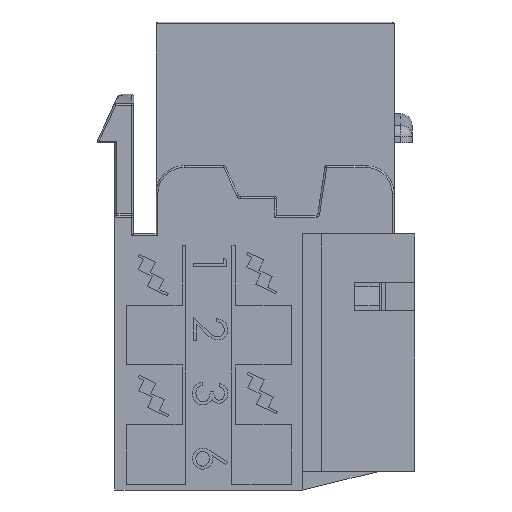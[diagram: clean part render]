
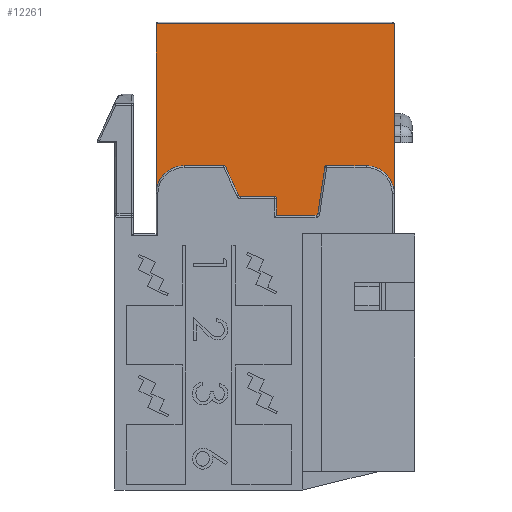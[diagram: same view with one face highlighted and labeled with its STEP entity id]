
A CAD part, left-side view. The second image highlights one B-rep face of the part: STEP entity #12261.
In plain terms, the highlighted planar face has unit normal (-1, 0, 0).
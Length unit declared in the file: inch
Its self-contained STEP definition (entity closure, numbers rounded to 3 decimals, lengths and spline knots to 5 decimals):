
#8250 = LINE ( 'NONE', #17111, #8256 ) ;
#8256 = VECTOR ( 'NONE', #17113, 39.37008 ) ;
#8357 = CIRCLE ( 'NONE', #24445, 0.075 ) ;
#8404 = LINE ( 'NONE', #17206, #8408 ) ;
#8406 = LINE ( 'NONE', #17214, #8411 ) ;
#8408 = VECTOR ( 'NONE', #17207, 39.37008 ) ;
#8409 = LINE ( 'NONE', #17218, #8417 ) ;
#8411 = VECTOR ( 'NONE', #17216, 39.37008 ) ;
#8413 = CIRCLE ( 'NONE', #24448, 0.005 ) ;
#8415 = CIRCLE ( 'NONE', #24450, 0.005 ) ;
#8417 = VECTOR ( 'NONE', #17215, 39.37008 ) ;
#8419 = LINE ( 'NONE', #17222, #8423 ) ;
#8421 = CIRCLE ( 'NONE', #24452, 0.005 ) ;
#8423 = VECTOR ( 'NONE', #17217, 39.37008 ) ;
#8424 = LINE ( 'NONE', #17227, #8428 ) ;
#8426 = LINE ( 'NONE', #17233, #8438 ) ;
#8428 = VECTOR ( 'NONE', #17223, 39.37008 ) ;
#8430 = LINE ( 'NONE', #17232, #8434 ) ;
#8432 = CIRCLE ( 'NONE', #24454, 0.005 ) ;
#8434 = VECTOR ( 'NONE', #17228, 39.37008 ) ;
#8436 = CIRCLE ( 'NONE', #24456, 0.005 ) ;
#8438 = VECTOR ( 'NONE', #17238, 39.37008 ) ;
#8439 = LINE ( 'NONE', #17239, #8443 ) ;
#8441 = CIRCLE ( 'NONE', #24458, 0.075 ) ;
#8443 = VECTOR ( 'NONE', #17237, 39.37008 ) ;
#8445 = LINE ( 'NONE', #17244, #8449 ) ;
#8449 = VECTOR ( 'NONE', #17240, 39.37008 ) ;
#8589 = EDGE_CURVE ( 'NONE', #10056, #10065, #8250, .T. ) ;
#8688 = EDGE_CURVE ( 'NONE', #10065, #25895, #8404, .T. ) ;
#8690 = EDGE_CURVE ( 'NONE', #25909, #25895, #8406, .T. ) ;
#8692 = EDGE_CURVE ( 'NONE', #23250, #25909, #8357, .T. ) ;
#8694 = EDGE_CURVE ( 'NONE', #23256, #23250, #8409, .T. ) ;
#8696 = EDGE_CURVE ( 'NONE', #23256, #21389, #8413, .T. ) ;
#8698 = EDGE_CURVE ( 'NONE', #25910, #21389, #8419, .T. ) ;
#8700 = EDGE_CURVE ( 'NONE', #25910, #21391, #8415, .T. ) ;
#8703 = EDGE_CURVE ( 'NONE', #21388, #21391, #8424, .T. ) ;
#8705 = EDGE_CURVE ( 'NONE', #21388, #21393, #8421, .T. ) ;
#8707 = EDGE_CURVE ( 'NONE', #21390, #21393, #8430, .T. ) ;
#8709 = EDGE_CURVE ( 'NONE', #25911, #21390, #8426, .T. ) ;
#8711 = EDGE_CURVE ( 'NONE', #25911, #21396, #8432, .T. ) ;
#8713 = EDGE_CURVE ( 'NONE', #23261, #21396, #8439, .T. ) ;
#8715 = EDGE_CURVE ( 'NONE', #23261, #21398, #8436, .T. ) ;
#8718 = EDGE_CURVE ( 'NONE', #21395, #21398, #8445, .T. ) ;
#8720 = EDGE_CURVE ( 'NONE', #10056, #21395, #8441, .T. ) ;
#9583 = FACE_OUTER_BOUND ( 'NONE', #17487, .T. ) ;
#10056 = VERTEX_POINT ( 'NONE', #29856 ) ;
#10065 = VERTEX_POINT ( 'NONE', #29874 ) ;
#12261 = ADVANCED_FACE ( 'NONE', ( #9583 ), #13698, .T. ) ;
#13691 = CARTESIAN_POINT ( 'NONE',  ( -0.288, 0.319, -0.554 ) ) ;
#13698 = PLANE ( 'NONE',  #27570 ) ;
#13700 = DIRECTION ( 'NONE',  ( -1., 0., 0. ) ) ;
#13701 = DIRECTION ( 'NONE',  ( 0., 0., 1. ) ) ;
#15107 = CARTESIAN_POINT ( 'NONE',  ( -0.288, 0.319, -0.005 ) ) ;
#15120 = CARTESIAN_POINT ( 'NONE',  ( -0.288, 0.319, -0.46 ) ) ;
#15121 = CARTESIAN_POINT ( 'NONE',  ( -0.288, 0.09734, -0.46508 ) ) ;
#15122 = CARTESIAN_POINT ( 'NONE',  ( -0.288, -0.1097, -0.518 ) ) ;
#17111 = CARTESIAN_POINT ( 'NONE',  ( -0.288, -0.319, -0.554 ) ) ;
#17113 = DIRECTION ( 'NONE',  ( 0., 0., 1. ) ) ;
#17206 = CARTESIAN_POINT ( 'NONE',  ( -0.288, 0.319, -0.005 ) ) ;
#17207 = DIRECTION ( 'NONE',  ( 0., 1., 0. ) ) ;
#17214 = CARTESIAN_POINT ( 'NONE',  ( -0.288, 0.319, -0.554 ) ) ;
#17215 = DIRECTION ( 'NONE',  ( 0., 1., 0. ) ) ;
#17216 = DIRECTION ( 'NONE',  ( 0., 0., 1. ) ) ;
#17217 = DIRECTION ( 'NONE',  ( 0., 0.416, 0.909 ) ) ;
#17218 = CARTESIAN_POINT ( 'NONE',  ( -0.288, 0.244, -0.385 ) ) ;
#17219 = CARTESIAN_POINT ( 'NONE',  ( -0.288, 0.244, -0.46 ) ) ;
#17220 = DIRECTION ( 'NONE',  ( -1., 0., 0. ) ) ;
#17221 = DIRECTION ( 'NONE',  ( 0., 0., 1. ) ) ;
#17222 = CARTESIAN_POINT ( 'NONE',  ( -0.288, 0.096, -0.468 ) ) ;
#17223 = DIRECTION ( 'NONE',  ( 0., 1., 0. ) ) ;
#17224 = CARTESIAN_POINT ( 'NONE',  ( -0.288, 0.13721, -0.39 ) ) ;
#17225 = DIRECTION ( 'NONE',  ( 1., 0., 0. ) ) ;
#17226 = DIRECTION ( 'NONE',  ( 0., 0., 1. ) ) ;
#17227 = CARTESIAN_POINT ( 'NONE',  ( -0.288, 0.096, -0.468 ) ) ;
#17228 = DIRECTION ( 'NONE',  ( 0., 0., 1. ) ) ;
#17229 = CARTESIAN_POINT ( 'NONE',  ( -0.288, 0.09279, -0.463 ) ) ;
#17230 = DIRECTION ( 'NONE',  ( -1., 0., 0. ) ) ;
#17231 = DIRECTION ( 'NONE',  ( 0., 0., 1. ) ) ;
#17232 = CARTESIAN_POINT ( 'NONE',  ( -0.288, -0.004, -0.468 ) ) ;
#17233 = CARTESIAN_POINT ( 'NONE',  ( -0.288, -0.004, -0.518 ) ) ;
#17234 = CARTESIAN_POINT ( 'NONE',  ( -0.288, 0.001, -0.473 ) ) ;
#17235 = DIRECTION ( 'NONE',  ( 1., 0., 0. ) ) ;
#17236 = DIRECTION ( 'NONE',  ( 0., 0., 1. ) ) ;
#17237 = DIRECTION ( 'NONE',  ( 0., 0.149, -0.989 ) ) ;
#17238 = DIRECTION ( 'NONE',  ( 0., 1., 0. ) ) ;
#17239 = CARTESIAN_POINT ( 'NONE',  ( -0.288, -0.114, -0.518 ) ) ;
#17240 = DIRECTION ( 'NONE',  ( 0., 1., 0. ) ) ;
#17241 = CARTESIAN_POINT ( 'NONE',  ( -0.288, -0.1097, -0.513 ) ) ;
#17242 = DIRECTION ( 'NONE',  ( -1., 0., 0. ) ) ;
#17243 = DIRECTION ( 'NONE',  ( 0., 0., 1. ) ) ;
#17244 = CARTESIAN_POINT ( 'NONE',  ( -0.288, -0.134, -0.385 ) ) ;
#17246 = CARTESIAN_POINT ( 'NONE',  ( -0.288, -0.1383, -0.39 ) ) ;
#17247 = DIRECTION ( 'NONE',  ( 1., 0., 0. ) ) ;
#17248 = DIRECTION ( 'NONE',  ( 0., 0., 1. ) ) ;
#17252 = CARTESIAN_POINT ( 'NONE',  ( -0.288, -0.244, -0.46 ) ) ;
#17253 = DIRECTION ( 'NONE',  ( -1., 0., 0. ) ) ;
#17254 = DIRECTION ( 'NONE',  ( 0., 0., -1. ) ) ;
#17487 = EDGE_LOOP ( 'NONE', ( #22021, #22022, #22023, #22026, #22028, #22030, #22032, #22034, #22036, #22039, #22041, #22043, #22045, #22047, #22049, #22052, #22054 ) ) ;
#21388 = VERTEX_POINT ( 'NONE', #28506 ) ;
#21389 = VERTEX_POINT ( 'NONE', #28502 ) ;
#21390 = VERTEX_POINT ( 'NONE', #28507 ) ;
#21391 = VERTEX_POINT ( 'NONE', #28503 ) ;
#21393 = VERTEX_POINT ( 'NONE', #28504 ) ;
#21395 = VERTEX_POINT ( 'NONE', #28505 ) ;
#21396 = VERTEX_POINT ( 'NONE', #28510 ) ;
#21398 = VERTEX_POINT ( 'NONE', #28512 ) ;
#22021 = ORIENTED_EDGE ( 'NONE', *, *, #8589, .T. ) ;
#22022 = ORIENTED_EDGE ( 'NONE', *, *, #8688, .T. ) ;
#22023 = ORIENTED_EDGE ( 'NONE', *, *, #8690, .F. ) ;
#22026 = ORIENTED_EDGE ( 'NONE', *, *, #8692, .F. ) ;
#22028 = ORIENTED_EDGE ( 'NONE', *, *, #8694, .F. ) ;
#22030 = ORIENTED_EDGE ( 'NONE', *, *, #8696, .T. ) ;
#22032 = ORIENTED_EDGE ( 'NONE', *, *, #8698, .F. ) ;
#22034 = ORIENTED_EDGE ( 'NONE', *, *, #8700, .T. ) ;
#22036 = ORIENTED_EDGE ( 'NONE', *, *, #8703, .F. ) ;
#22039 = ORIENTED_EDGE ( 'NONE', *, *, #8705, .T. ) ;
#22041 = ORIENTED_EDGE ( 'NONE', *, *, #8707, .F. ) ;
#22043 = ORIENTED_EDGE ( 'NONE', *, *, #8709, .F. ) ;
#22045 = ORIENTED_EDGE ( 'NONE', *, *, #8711, .T. ) ;
#22047 = ORIENTED_EDGE ( 'NONE', *, *, #8713, .F. ) ;
#22049 = ORIENTED_EDGE ( 'NONE', *, *, #8715, .T. ) ;
#22052 = ORIENTED_EDGE ( 'NONE', *, *, #8718, .F. ) ;
#22054 = ORIENTED_EDGE ( 'NONE', *, *, #8720, .F. ) ;
#23250 = VERTEX_POINT ( 'NONE', #29346 ) ;
#23256 = VERTEX_POINT ( 'NONE', #29352 ) ;
#23261 = VERTEX_POINT ( 'NONE', #29356 ) ;
#24445 = AXIS2_PLACEMENT_3D ( 'NONE', #17219, #17220, #17221 ) ;
#24448 = AXIS2_PLACEMENT_3D ( 'NONE', #17224, #17225, #17226 ) ;
#24450 = AXIS2_PLACEMENT_3D ( 'NONE', #17229, #17230, #17231 ) ;
#24452 = AXIS2_PLACEMENT_3D ( 'NONE', #17234, #17235, #17236 ) ;
#24454 = AXIS2_PLACEMENT_3D ( 'NONE', #17241, #17242, #17243 ) ;
#24456 = AXIS2_PLACEMENT_3D ( 'NONE', #17246, #17247, #17248 ) ;
#24458 = AXIS2_PLACEMENT_3D ( 'NONE', #17252, #17253, #17254 ) ;
#25895 = VERTEX_POINT ( 'NONE', #15107 ) ;
#25909 = VERTEX_POINT ( 'NONE', #15120 ) ;
#25910 = VERTEX_POINT ( 'NONE', #15121 ) ;
#25911 = VERTEX_POINT ( 'NONE', #15122 ) ;
#27570 = AXIS2_PLACEMENT_3D ( 'NONE', #13691, #13700, #13701 ) ;
#28502 = CARTESIAN_POINT ( 'NONE',  ( -0.288, 0.13266, -0.38792 ) ) ;
#28503 = CARTESIAN_POINT ( 'NONE',  ( -0.288, 0.09279, -0.468 ) ) ;
#28504 = CARTESIAN_POINT ( 'NONE',  ( -0.288, -0.004, -0.473 ) ) ;
#28505 = CARTESIAN_POINT ( 'NONE',  ( -0.288, -0.244, -0.385 ) ) ;
#28506 = CARTESIAN_POINT ( 'NONE',  ( -0.288, 0.001, -0.468 ) ) ;
#28507 = CARTESIAN_POINT ( 'NONE',  ( -0.288, -0.004, -0.518 ) ) ;
#28510 = CARTESIAN_POINT ( 'NONE',  ( -0.288, -0.11464, -0.51374 ) ) ;
#28512 = CARTESIAN_POINT ( 'NONE',  ( -0.288, -0.1383, -0.385 ) ) ;
#29346 = CARTESIAN_POINT ( 'NONE',  ( -0.288, 0.244, -0.385 ) ) ;
#29352 = CARTESIAN_POINT ( 'NONE',  ( -0.288, 0.13721, -0.385 ) ) ;
#29356 = CARTESIAN_POINT ( 'NONE',  ( -0.288, -0.13336, -0.38926 ) ) ;
#29856 = CARTESIAN_POINT ( 'NONE',  ( -0.288, -0.319, -0.46 ) ) ;
#29874 = CARTESIAN_POINT ( 'NONE',  ( -0.288, -0.319, -0.005 ) ) ;
